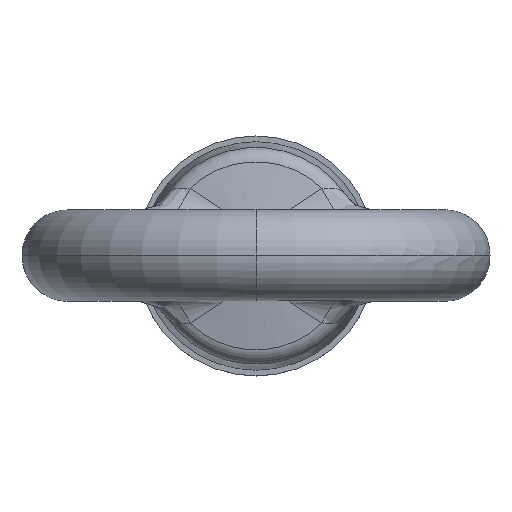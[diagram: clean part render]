
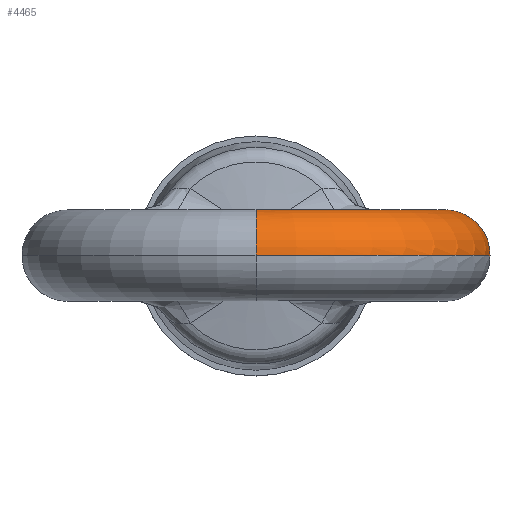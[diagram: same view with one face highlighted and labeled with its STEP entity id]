
A CAD part, top view. The second image highlights one B-rep face of the part: STEP entity #4465.
In plain terms, the highlighted toroidal (fillet/blend) face has major radius 16.5 mm and minor radius 4 mm.
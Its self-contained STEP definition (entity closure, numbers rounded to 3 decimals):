
#1620 = CARTESIAN_POINT ( 'NONE',  ( 0., 1.069, -12.645 ) ) ;
#1621 = CARTESIAN_POINT ( 'NONE',  ( 0.327, 1.069, -12.645 ) ) ;
#1622 = CARTESIAN_POINT ( 'NONE',  ( 0.649, 1.135, -12.651 ) ) ;
#1623 = CARTESIAN_POINT ( 'NONE',  ( 1.281, 1.295, -12.654 ) ) ;
#1624 = CARTESIAN_POINT ( 'NONE',  ( 1.594, 1.39, -12.652 ) ) ;
#1625 = CARTESIAN_POINT ( 'NONE',  ( 2.529, 1.677, -12.627 ) ) ;
#1626 = CARTESIAN_POINT ( 'NONE',  ( 3.148, 1.876, -12.586 ) ) ;
#1627 = CARTESIAN_POINT ( 'NONE',  ( 5.005, 2.461, -12.398 ) ) ;
#1628 = CARTESIAN_POINT ( 'NONE',  ( 6.234, 2.844, -12.183 ) ) ;
#1629 = CARTESIAN_POINT ( 'NONE',  ( 7.468, 3.177, -11.925 ) ) ;
#1636 = B_SPLINE_CURVE_WITH_KNOTS ( 'NONE', 3,
 ( #1629, #1628, #1627, #1626, #1625, #1624, #1623, #1622, #1621, #1620 ),
 .UNSPECIFIED., .F., .F.,
 ( 4, 2, 2, 2, 4 ),
 ( 0., 0.004, 0.006, 0.007, 0.008 ),
 .UNSPECIFIED. ) ;
#1656 = CARTESIAN_POINT ( 'NONE',  ( 0., 1.069, -12.645 ) ) ;
#1661 = CARTESIAN_POINT ( 'NONE',  ( 7.468, 3.177, -11.925 ) ) ;
#1859 = CARTESIAN_POINT ( 'NONE',  ( 7.468, 3.177, -11.925 ) ) ;
#1860 = CARTESIAN_POINT ( 'NONE',  ( 7.82, 3.273, -11.851 ) ) ;
#1861 = CARTESIAN_POINT ( 'NONE',  ( 8.17, 3.383, -11.802 ) ) ;
#1862 = CARTESIAN_POINT ( 'NONE',  ( 8.695, 3.563, -11.825 ) ) ;
#1863 = CARTESIAN_POINT ( 'NONE',  ( 8.871, 3.625, -11.849 ) ) ;
#1864 = CARTESIAN_POINT ( 'NONE',  ( 9.212, 3.744, -11.946 ) ) ;
#1865 = CARTESIAN_POINT ( 'NONE',  ( 9.374, 3.801, -12.018 ) ) ;
#1866 = CARTESIAN_POINT ( 'NONE',  ( 9.674, 3.897, -12.213 ) ) ;
#1867 = CARTESIAN_POINT ( 'NONE',  ( 9.811, 3.936, -12.338 ) ) ;
#1868 = CARTESIAN_POINT ( 'NONE',  ( 10.044, 3.988, -12.627 ) ) ;
#1871 = DIRECTION ( 'NONE',  ( 0., 0., -1. ) ) ;
#1872 = DIRECTION ( 'NONE',  ( 0., -1., 0. ) ) ;
#1873 = AXIS2_PLACEMENT_3D ( 'NONE', #2117, #1872, #1871 ) ;
#1874 = TOROIDAL_SURFACE ( 'NONE', #1873, 16.5, 4. ) ;
#1875 = CARTESIAN_POINT ( 'NONE',  ( 10.138, 4., -12.786 ) ) ;
#1876 = CARTESIAN_POINT ( 'NONE',  ( 10.288, 4., -13.128 ) ) ;
#1877 = CARTESIAN_POINT ( 'NONE',  ( 10.342, 3.988, -13.307 ) ) ;
#1878 = CARTESIAN_POINT ( 'NONE',  ( 10.413, 3.945, -13.665 ) ) ;
#1879 = CARTESIAN_POINT ( 'NONE',  ( 10.431, 3.915, -13.846 ) ) ;
#1880 = CARTESIAN_POINT ( 'NONE',  ( 10.433, 3.877, -14.029 ) ) ;
#1888 = CARTESIAN_POINT ( 'NONE',  ( 10.433, 3.877, -14.029 ) ) ;
#1889 = CARTESIAN_POINT ( 'NONE',  ( 10.435, 3.831, -14.253 ) ) ;
#1890 = CARTESIAN_POINT ( 'NONE',  ( 10.455, 3.77, -14.473 ) ) ;
#1891 = CARTESIAN_POINT ( 'NONE',  ( 10.531, 3.608, -14.893 ) ) ;
#1892 = CARTESIAN_POINT ( 'NONE',  ( 10.585, 3.51, -15.089 ) ) ;
#1893 = CARTESIAN_POINT ( 'NONE',  ( 10.716, 3.277, -15.453 ) ) ;
#1894 = CARTESIAN_POINT ( 'NONE',  ( 10.793, 3.14, -15.622 ) ) ;
#1895 = CARTESIAN_POINT ( 'NONE',  ( 10.951, 2.843, -15.92 ) ) ;
#1896 = CARTESIAN_POINT ( 'NONE',  ( 11.032, 2.68, -16.052 ) ) ;
#1897 = CARTESIAN_POINT ( 'NONE',  ( 11.19, 2.329, -16.286 ) ) ;
#1898 = CARTESIAN_POINT ( 'NONE',  ( 11.267, 2.139, -16.388 ) ) ;
#1899 = CARTESIAN_POINT ( 'NONE',  ( 11.402, 1.745, -16.561 ) ) ;
#1900 = CARTESIAN_POINT ( 'NONE',  ( 11.462, 1.54, -16.631 ) ) ;
#1901 = CARTESIAN_POINT ( 'NONE',  ( 11.561, 1.115, -16.745 ) ) ;
#1902 = CARTESIAN_POINT ( 'NONE',  ( 11.6, 0.893, -16.788 ) ) ;
#1903 = CARTESIAN_POINT ( 'NONE',  ( 11.651, 0.449, -16.844 ) ) ;
#1904 = CARTESIAN_POINT ( 'NONE',  ( 11.665, 0.226, -16.858 ) ) ;
#1905 = CARTESIAN_POINT ( 'NONE',  ( 11.665, 0., -16.858 ) ) ;
#1907 = B_SPLINE_CURVE_WITH_KNOTS ( 'NONE', 3,
 ( #1880, #1879, #1878, #1877, #1876, #1875, #1868, #1867, #1866, #1865, #1864, #1863, #1862, #1861, #1860, #1859 ),
 .UNSPECIFIED., .F., .F.,
 ( 4, 2, 2, 2, 2, 2, 2, 4 ),
 ( 0., 0.001, 0.001, 0.002, 0.002, 0.003, 0.003, 0.004 ),
 .UNSPECIFIED. ) ;
#1910 = B_SPLINE_CURVE_WITH_KNOTS ( 'NONE', 3,
 ( #1905, #1904, #1903, #1902, #1901, #1900, #1899, #1898, #1897, #1896, #1895, #1894, #1893, #1892, #1891, #1890, #1889, #1888 ),
 .UNSPECIFIED., .F., .F.,
 ( 4, 2, 2, 2, 2, 2, 2, 2, 4 ),
 ( 0.005, 0.006, 0.007, 0.007, 0.008, 0.009, 0.009, 0.01, 0.011 ),
 .UNSPECIFIED. ) ;
#1911 = CARTESIAN_POINT ( 'NONE',  ( 10.433, 3.877, -14.029 ) ) ;
#1915 = CARTESIAN_POINT ( 'NONE',  ( 11.665, 0., -16.858 ) ) ;
#1992 = CARTESIAN_POINT ( 'NONE',  ( 0., 0., 12.5 ) ) ;
#1993 = DIRECTION ( 'NONE',  ( 0., 0., -1. ) ) ;
#1994 = DIRECTION ( 'NONE',  ( 0., -1., 0. ) ) ;
#1995 = CARTESIAN_POINT ( 'NONE',  ( 0., 0., 0. ) ) ;
#1996 = AXIS2_PLACEMENT_3D ( 'NONE', #1995, #1994, #1993 ) ;
#1997 = CIRCLE ( 'NONE', #1996, 12.5 ) ;
#2019 = CARTESIAN_POINT ( 'NONE',  ( 0., 0., -12.5 ) ) ;
#2038 = DIRECTION ( 'NONE',  ( 0., 0., -1. ) ) ;
#2039 = DIRECTION ( 'NONE',  ( 0., -1., 0. ) ) ;
#2040 = CARTESIAN_POINT ( 'NONE',  ( 0., 0., 0. ) ) ;
#2041 = AXIS2_PLACEMENT_3D ( 'NONE', #2040, #2039, #2038 ) ;
#2042 = CIRCLE ( 'NONE', #2041, 20.5 ) ;
#2117 = CARTESIAN_POINT ( 'NONE',  ( 0., 0., 0. ) ) ;
#2122 = FACE_OUTER_BOUND ( 'NONE', #4466, .T. ) ;
#2213 = CARTESIAN_POINT ( 'NONE',  ( 0., 0., -16.5 ) ) ;
#2214 = AXIS2_PLACEMENT_3D ( 'NONE', #2213, #2235, #2234 ) ;
#2215 = CIRCLE ( 'NONE', #2214, 4. ) ;
#2216 = DIRECTION ( 'NONE',  ( 0., 0., -1. ) ) ;
#2217 = DIRECTION ( 'NONE',  ( 1., 0., 0. ) ) ;
#2218 = CARTESIAN_POINT ( 'NONE',  ( 0., 0., 16.5 ) ) ;
#2219 = AXIS2_PLACEMENT_3D ( 'NONE', #2218, #2217, #2216 ) ;
#2234 = DIRECTION ( 'NONE',  ( 0., 0., 1. ) ) ;
#2235 = DIRECTION ( 'NONE',  ( -1., 0., 0. ) ) ;
#2331 = CIRCLE ( 'NONE', #2219, 4. ) ;
#3170 = CARTESIAN_POINT ( 'NONE',  ( 0., 0., 20.5 ) ) ;
#4417 = ORIENTED_EDGE ( 'NONE', *, *, #4422, .T. ) ;
#4419 = VERTEX_POINT ( 'NONE', #1661 ) ;
#4420 = ORIENTED_EDGE ( 'NONE', *, *, #4557, .F. ) ;
#4421 = VERTEX_POINT ( 'NONE', #1656 ) ;
#4422 = EDGE_CURVE ( 'NONE', #4419, #4421, #1636, .T. ) ;
#4453 = VERTEX_POINT ( 'NONE', #1915 ) ;
#4455 = EDGE_CURVE ( 'NONE', #4453, #4577, #2042, .T. ) ;
#4465 = ADVANCED_FACE ( 'NONE', ( #2122 ), #1874, .T. ) ;
#4466 = EDGE_LOOP ( 'NONE', ( #4513, #4514, #4517, #4417, #4420, #4558, #4556 ) ) ;
#4470 = VERTEX_POINT ( 'NONE', #2019 ) ;
#4472 = EDGE_CURVE ( 'NONE', #4470, #4473, #1997, .T. ) ;
#4473 = VERTEX_POINT ( 'NONE', #1992 ) ;
#4513 = ORIENTED_EDGE ( 'NONE', *, *, #4455, .F. ) ;
#4514 = ORIENTED_EDGE ( 'NONE', *, *, #4515, .T. ) ;
#4515 = EDGE_CURVE ( 'NONE', #4453, #4516, #1910, .T. ) ;
#4516 = VERTEX_POINT ( 'NONE', #1911 ) ;
#4517 = ORIENTED_EDGE ( 'NONE', *, *, #4518, .T. ) ;
#4518 = EDGE_CURVE ( 'NONE', #4516, #4419, #1907, .T. ) ;
#4554 = EDGE_CURVE ( 'NONE', #4473, #4577, #2331, .T. ) ;
#4556 = ORIENTED_EDGE ( 'NONE', *, *, #4554, .T. ) ;
#4557 = EDGE_CURVE ( 'NONE', #4470, #4421, #2215, .T. ) ;
#4558 = ORIENTED_EDGE ( 'NONE', *, *, #4472, .T. ) ;
#4577 = VERTEX_POINT ( 'NONE', #3170 ) ;
